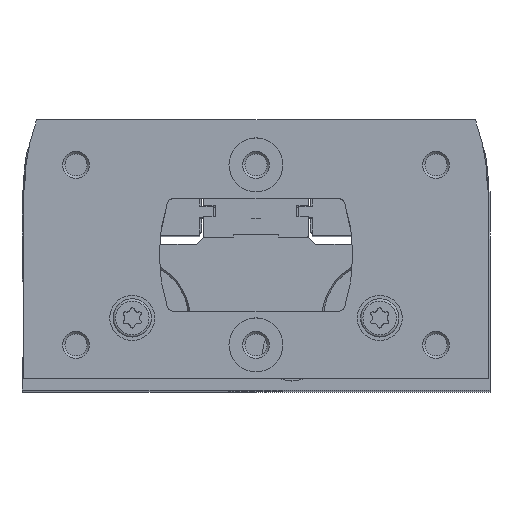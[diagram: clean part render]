
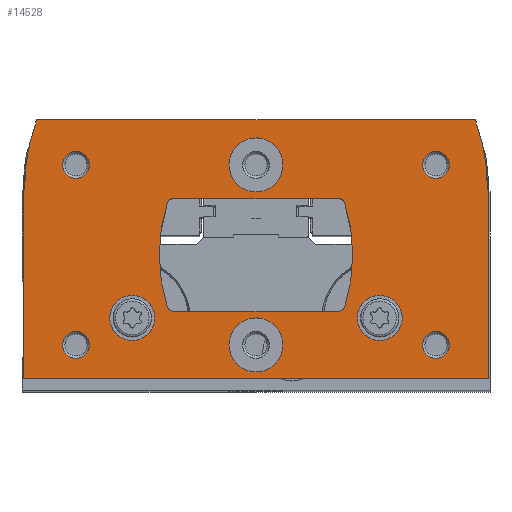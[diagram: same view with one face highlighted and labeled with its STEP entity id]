
A CAD part, top view. The second image highlights one B-rep face of the part: STEP entity #14528.
In plain terms, the highlighted planar face has unit normal (0, 0, 1).
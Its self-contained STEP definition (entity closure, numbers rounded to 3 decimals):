
#519=LINE('',#22671,#1349);
#524=LINE('',#22681,#1354);
#543=LINE('',#22730,#1373);
#549=LINE('',#22742,#1379);
#563=LINE('',#22813,#1393);
#565=LINE('',#22816,#1395);
#566=LINE('',#22874,#1396);
#567=LINE('',#22894,#1397);
#1349=VECTOR('',#18438,1000.);
#1354=VECTOR('',#18445,1000.);
#1373=VECTOR('',#18482,1000.);
#1379=VECTOR('',#18492,1000.);
#1393=VECTOR('',#18544,1000.);
#1395=VECTOR('',#18548,1000.);
#1396=VECTOR('',#18607,1000.);
#1397=VECTOR('',#18628,1000.);
#1900=PLANE('',#15704);
#3593=ORIENTED_EDGE('',*,*,#6454,.F.);
#3594=ORIENTED_EDGE('',*,*,#6455,.F.);
#3595=ORIENTED_EDGE('',*,*,#6456,.T.);
#3596=ORIENTED_EDGE('',*,*,#6457,.T.);
#3597=ORIENTED_EDGE('',*,*,#6458,.T.);
#3598=ORIENTED_EDGE('',*,*,#6459,.T.);
#3599=ORIENTED_EDGE('',*,*,#6460,.T.);
#3600=ORIENTED_EDGE('',*,*,#6461,.T.);
#3601=ORIENTED_EDGE('',*,*,#6405,.F.);
#3602=ORIENTED_EDGE('',*,*,#6422,.F.);
#3603=ORIENTED_EDGE('',*,*,#6417,.F.);
#3604=ORIENTED_EDGE('',*,*,#6414,.F.);
#3605=ORIENTED_EDGE('',*,*,#6462,.F.);
#3606=ORIENTED_EDGE('',*,*,#6463,.F.);
#3607=ORIENTED_EDGE('',*,*,#6464,.F.);
#3608=ORIENTED_EDGE('',*,*,#6408,.F.);
#3609=ORIENTED_EDGE('',*,*,#6392,.T.);
#3610=ORIENTED_EDGE('',*,*,#6386,.T.);
#3611=ORIENTED_EDGE('',*,*,#6424,.T.);
#3612=ORIENTED_EDGE('',*,*,#6356,.T.);
#3613=ORIENTED_EDGE('',*,*,#6361,.T.);
#3614=ORIENTED_EDGE('',*,*,#6365,.T.);
#3615=ORIENTED_EDGE('',*,*,#6453,.T.);
#3616=ORIENTED_EDGE('',*,*,#6398,.T.);
#6356=EDGE_CURVE('',#7939,#7938,#519,.T.);
#6361=EDGE_CURVE('',#7938,#7942,#524,.T.);
#6365=EDGE_CURVE('',#7942,#7944,#8971,.T.);
#6386=EDGE_CURVE('',#7961,#7963,#543,.T.);
#6392=EDGE_CURVE('',#7967,#7961,#549,.T.);
#6398=EDGE_CURVE('',#7972,#7967,#8977,.T.);
#6405=EDGE_CURVE('',#7976,#7977,#8980,.T.);
#6408=EDGE_CURVE('',#7977,#7978,#8981,.T.);
#6414=EDGE_CURVE('',#7982,#7983,#8984,.T.);
#6417=EDGE_CURVE('',#7983,#7985,#8985,.T.);
#6422=EDGE_CURVE('',#7985,#7976,#563,.T.);
#6424=EDGE_CURVE('',#7963,#7939,#565,.T.);
#6453=EDGE_CURVE('',#7944,#7972,#566,.T.);
#6454=EDGE_CURVE('',#8016,#8016,#9016,.T.);
#6455=EDGE_CURVE('',#8017,#8017,#9017,.T.);
#6456=EDGE_CURVE('',#8018,#8018,#9018,.T.);
#6457=EDGE_CURVE('',#8019,#8019,#9019,.T.);
#6458=EDGE_CURVE('',#8020,#8020,#9020,.T.);
#6459=EDGE_CURVE('',#8021,#8021,#9021,.T.);
#6460=EDGE_CURVE('',#8022,#8022,#9022,.T.);
#6461=EDGE_CURVE('',#8023,#8023,#9023,.T.);
#6462=EDGE_CURVE('',#8024,#7982,#9024,.T.);
#6463=EDGE_CURVE('',#8025,#8024,#567,.T.);
#6464=EDGE_CURVE('',#7978,#8025,#9025,.T.);
#7938=VERTEX_POINT('',#22670);
#7939=VERTEX_POINT('',#22672);
#7942=VERTEX_POINT('',#22680);
#7944=VERTEX_POINT('',#22687);
#7961=VERTEX_POINT('',#22724);
#7963=VERTEX_POINT('',#22729);
#7967=VERTEX_POINT('',#22740);
#7972=VERTEX_POINT('',#22755);
#7976=VERTEX_POINT('',#22770);
#7977=VERTEX_POINT('',#22772);
#7978=VERTEX_POINT('',#22780);
#7982=VERTEX_POINT('',#22793);
#7983=VERTEX_POINT('',#22795);
#7985=VERTEX_POINT('',#22805);
#8016=VERTEX_POINT('',#22877);
#8017=VERTEX_POINT('',#22879);
#8018=VERTEX_POINT('',#22881);
#8019=VERTEX_POINT('',#22883);
#8020=VERTEX_POINT('',#22885);
#8021=VERTEX_POINT('',#22887);
#8022=VERTEX_POINT('',#22889);
#8023=VERTEX_POINT('',#22891);
#8024=VERTEX_POINT('',#22893);
#8025=VERTEX_POINT('',#22895);
#8971=CIRCLE('',#15646,46.);
#8977=CIRCLE('',#15658,46.);
#8980=CIRCLE('',#15662,1.5);
#8981=CIRCLE('',#15664,38.);
#8984=CIRCLE('',#15668,38.);
#8985=CIRCLE('',#15670,1.5);
#9016=CIRCLE('',#15705,5.);
#9017=CIRCLE('',#15706,5.);
#9018=CIRCLE('',#15707,6.);
#9019=CIRCLE('',#15708,6.);
#9020=CIRCLE('',#15709,3.);
#9021=CIRCLE('',#15710,3.);
#9022=CIRCLE('',#15711,3.);
#9023=CIRCLE('',#15712,3.);
#9024=CIRCLE('',#15713,1.5);
#9025=CIRCLE('',#15714,1.5);
#10033=EDGE_LOOP('',(#3593));
#10034=EDGE_LOOP('',(#3594));
#10035=EDGE_LOOP('',(#3595));
#10036=EDGE_LOOP('',(#3596));
#10037=EDGE_LOOP('',(#3597));
#10038=EDGE_LOOP('',(#3598));
#10039=EDGE_LOOP('',(#3599));
#10040=EDGE_LOOP('',(#3600));
#10041=EDGE_LOOP('',(#3601,#3602,#3603,#3604,#3605,#3606,#3607,#3608));
#10042=EDGE_LOOP('',(#3609,#3610,#3611,#3612,#3613,#3614,#3615,#3616));
#11121=FACE_BOUND('',#10033,.T.);
#11122=FACE_BOUND('',#10034,.T.);
#11123=FACE_BOUND('',#10035,.T.);
#11124=FACE_BOUND('',#10036,.T.);
#11125=FACE_BOUND('',#10037,.T.);
#11126=FACE_BOUND('',#10038,.T.);
#11127=FACE_BOUND('',#10039,.T.);
#11128=FACE_BOUND('',#10040,.T.);
#11129=FACE_BOUND('',#10041,.T.);
#11130=FACE_BOUND('',#10042,.T.);
#14528=ADVANCED_FACE('',(#11121,#11122,#11123,#11124,#11125,#11126,#11127,
#11128,#11129,#11130),#1900,.T.);
#15646=AXIS2_PLACEMENT_3D('',#22688,#18452,#18453);
#15658=AXIS2_PLACEMENT_3D('',#22754,#18503,#18504);
#15662=AXIS2_PLACEMENT_3D('',#22771,#18514,#18515);
#15664=AXIS2_PLACEMENT_3D('',#22779,#18519,#18520);
#15668=AXIS2_PLACEMENT_3D('',#22794,#18529,#18530);
#15670=AXIS2_PLACEMENT_3D('',#22804,#18534,#18535);
#15704=AXIS2_PLACEMENT_3D('',#22875,#18608,#18609);
#15705=AXIS2_PLACEMENT_3D('',#22876,#18610,#18611);
#15706=AXIS2_PLACEMENT_3D('',#22878,#18612,#18613);
#15707=AXIS2_PLACEMENT_3D('',#22880,#18614,#18615);
#15708=AXIS2_PLACEMENT_3D('',#22882,#18616,#18617);
#15709=AXIS2_PLACEMENT_3D('',#22884,#18618,#18619);
#15710=AXIS2_PLACEMENT_3D('',#22886,#18620,#18621);
#15711=AXIS2_PLACEMENT_3D('',#22888,#18622,#18623);
#15712=AXIS2_PLACEMENT_3D('',#22890,#18624,#18625);
#15713=AXIS2_PLACEMENT_3D('',#22892,#18626,#18627);
#15714=AXIS2_PLACEMENT_3D('',#22896,#18629,#18630);
#18438=DIRECTION('',(0.,1.,0.));
#18445=DIRECTION('',(-0.866,0.5,0.));
#18452=DIRECTION('',(0.,0.,1.));
#18453=DIRECTION('',(1.,0.,0.));
#18482=DIRECTION('',(0.,-1.,0.));
#18492=DIRECTION('',(-0.866,-0.5,0.));
#18503=DIRECTION('',(0.,0.,1.));
#18504=DIRECTION('',(1.,0.,0.));
#18514=DIRECTION('',(0.,0.,1.));
#18515=DIRECTION('',(1.,0.,0.));
#18519=DIRECTION('',(0.,0.,1.));
#18520=DIRECTION('',(1.,0.,0.));
#18529=DIRECTION('',(0.,0.,1.));
#18530=DIRECTION('',(1.,0.,0.));
#18534=DIRECTION('',(0.,0.,1.));
#18535=DIRECTION('',(1.,0.,0.));
#18544=DIRECTION('',(-1.,0.,0.));
#18548=DIRECTION('',(1.,0.,0.));
#18607=DIRECTION('',(-1.,0.,0.));
#18608=DIRECTION('',(0.,0.,1.));
#18609=DIRECTION('',(1.,0.,0.));
#18610=DIRECTION('',(0.,0.,1.));
#18611=DIRECTION('',(1.,0.,0.));
#18612=DIRECTION('',(0.,0.,1.));
#18613=DIRECTION('',(1.,0.,0.));
#18614=DIRECTION('',(0.,0.,-1.));
#18615=DIRECTION('',(-1.,0.,0.));
#18616=DIRECTION('',(0.,0.,-1.));
#18617=DIRECTION('',(-1.,0.,0.));
#18618=DIRECTION('',(0.,0.,-1.));
#18619=DIRECTION('',(-1.,0.,0.));
#18620=DIRECTION('',(0.,0.,-1.));
#18621=DIRECTION('',(-1.,0.,0.));
#18622=DIRECTION('',(0.,0.,-1.));
#18623=DIRECTION('',(-1.,0.,0.));
#18624=DIRECTION('',(0.,0.,-1.));
#18625=DIRECTION('',(-1.,0.,0.));
#18626=DIRECTION('',(0.,0.,1.));
#18627=DIRECTION('',(1.,0.,0.));
#18628=DIRECTION('',(1.,0.,0.));
#18629=DIRECTION('',(0.,0.,1.));
#18630=DIRECTION('',(1.,0.,0.));
#22670=CARTESIAN_POINT('',(51.75,41.827,0.));
#22671=CARTESIAN_POINT('',(51.75,0.,0.));
#22672=CARTESIAN_POINT('',(51.75,0.,0.));
#22680=CARTESIAN_POINT('',(51.45,42.,0.));
#22681=CARTESIAN_POINT('',(51.75,41.827,0.));
#22687=CARTESIAN_POINT('',(48.76,57.5,0.));
#22688=CARTESIAN_POINT('',(5.45,42.,0.));
#22724=CARTESIAN_POINT('',(-51.75,41.827,0.));
#22729=CARTESIAN_POINT('',(-51.75,0.,0.));
#22730=CARTESIAN_POINT('',(-51.75,41.827,0.));
#22740=CARTESIAN_POINT('',(-51.45,42.,0.));
#22742=CARTESIAN_POINT('',(-51.45,42.,0.));
#22754=CARTESIAN_POINT('',(-5.45,42.,0.));
#22755=CARTESIAN_POINT('',(-48.76,57.5,0.));
#22770=CARTESIAN_POINT('',(-18.303,40.,0.));
#22771=CARTESIAN_POINT('',(-18.303,38.5,0.));
#22772=CARTESIAN_POINT('',(-19.733,38.952,0.));
#22779=CARTESIAN_POINT('',(16.5,27.5,0.));
#22780=CARTESIAN_POINT('',(-19.733,16.048,0.));
#22793=CARTESIAN_POINT('',(19.733,16.048,0.));
#22794=CARTESIAN_POINT('',(-16.5,27.5,0.));
#22795=CARTESIAN_POINT('',(19.733,38.952,0.));
#22804=CARTESIAN_POINT('',(18.303,38.5,0.));
#22805=CARTESIAN_POINT('',(18.303,40.,0.));
#22813=CARTESIAN_POINT('',(18.303,40.,0.));
#22816=CARTESIAN_POINT('',(-51.75,0.,0.));
#22874=CARTESIAN_POINT('',(48.76,57.5,0.));
#22875=CARTESIAN_POINT('',(5.45,42.,0.));
#22876=CARTESIAN_POINT('',(-27.5,13.5,0.));
#22877=CARTESIAN_POINT('',(-22.5,13.5,0.));
#22878=CARTESIAN_POINT('',(27.5,13.5,0.));
#22879=CARTESIAN_POINT('',(32.5,13.5,0.));
#22880=CARTESIAN_POINT('',(0.,7.5,0.));
#22881=CARTESIAN_POINT('',(-6.,7.5,0.));
#22882=CARTESIAN_POINT('',(0.,47.5,0.));
#22883=CARTESIAN_POINT('',(-6.,47.5,0.));
#22884=CARTESIAN_POINT('',(40.,7.5,0.));
#22885=CARTESIAN_POINT('',(37.,7.5,0.));
#22886=CARTESIAN_POINT('',(-40.,7.5,0.));
#22887=CARTESIAN_POINT('',(-43.,7.5,0.));
#22888=CARTESIAN_POINT('',(-40.,47.5,0.));
#22889=CARTESIAN_POINT('',(-43.,47.5,0.));
#22890=CARTESIAN_POINT('',(40.,47.5,0.));
#22891=CARTESIAN_POINT('',(37.,47.5,0.));
#22892=CARTESIAN_POINT('',(18.303,16.5,0.));
#22893=CARTESIAN_POINT('',(18.303,15.,0.));
#22894=CARTESIAN_POINT('',(-18.303,15.,0.));
#22895=CARTESIAN_POINT('',(-18.303,15.,0.));
#22896=CARTESIAN_POINT('',(-18.303,16.5,0.));
